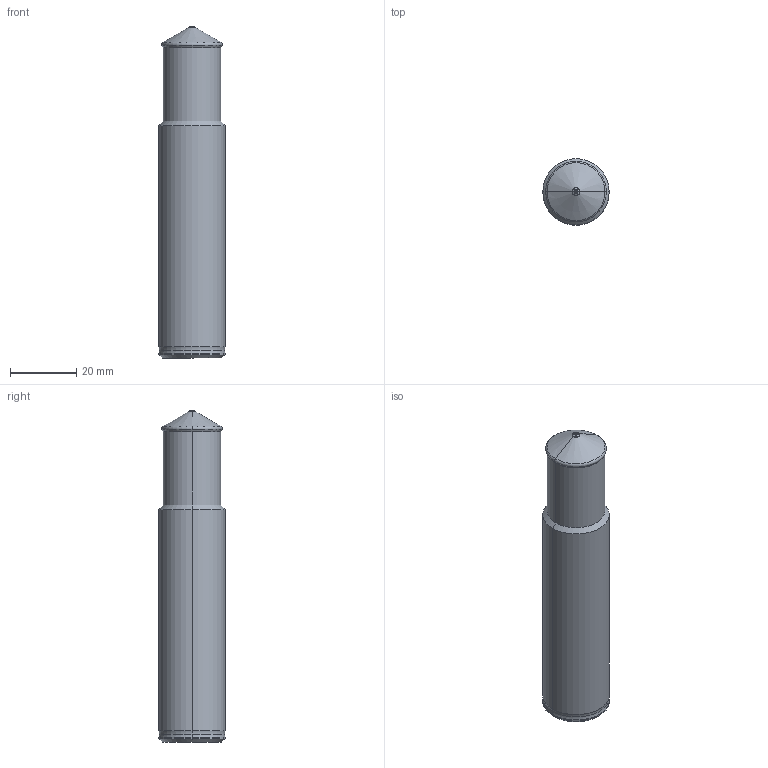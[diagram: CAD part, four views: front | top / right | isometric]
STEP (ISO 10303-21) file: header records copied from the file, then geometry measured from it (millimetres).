
FILE_DESCRIPTION (( 'STEP AP214' ), '1' );
FILE_NAME ('99616-20-120.STEP', '2017-01-03T10:57:53', ( 'User' ), ( 'GENUINE' ), 'SwSTEP 2.0', 'SolidWorks 2012', '' );
FILE_SCHEMA (( 'AUTOMOTIVE_DESIGN' ));
Length unit declared in the file: millimetre
Products named in the file (1): 99616-20-120
Bounding box: 20 x 20 x 100 mm (x, y, z)
Volume: 28318.1 mm3; surface area: 6373.9 mm2
Topology: 1 solids, 1 shells, 30 faces, 58 edges, 30 vertices
Faces by surface type: cone 14, torus 8, cylinder 6, plane 2
Entity records: 929 total; most frequent: DIRECTION 158, CARTESIAN_POINT 119, ORIENTED_EDGE 116, AXIS2_PLACEMENT_3D 69, EDGE_CURVE 58, CIRCLE 38, FACE_OUTER_BOUND 30, VERTEX_POINT 30
